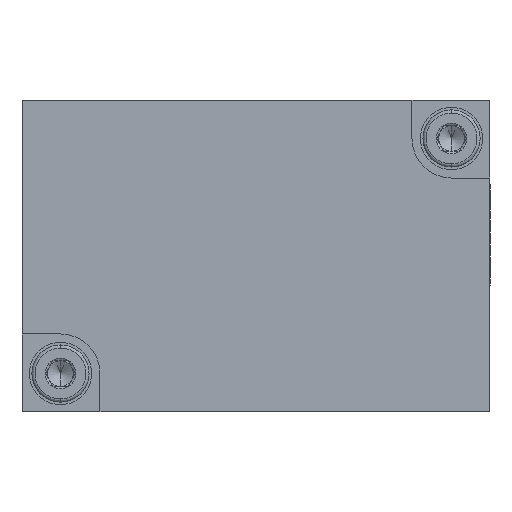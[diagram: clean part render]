
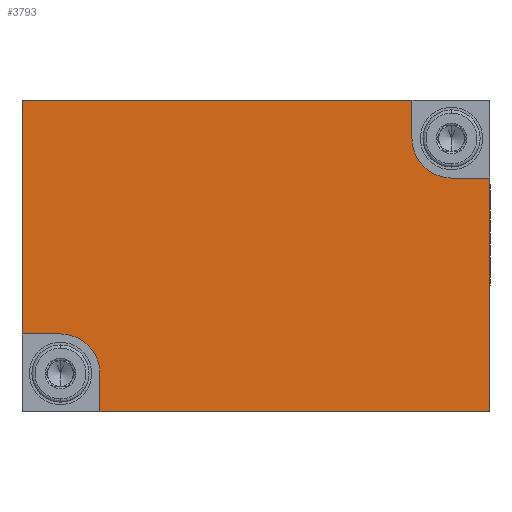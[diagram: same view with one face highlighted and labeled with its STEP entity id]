
A CAD part, front view. The second image highlights one B-rep face of the part: STEP entity #3793.
In plain terms, the highlighted planar face has unit normal (0, -1, 0).
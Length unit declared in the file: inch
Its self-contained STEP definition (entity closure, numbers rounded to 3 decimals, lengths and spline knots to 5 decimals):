
#421 = VECTOR ( 'NONE', #6902, 39.37008 ) ;
#451 = LINE ( 'NONE', #1493, #5300 ) ;
#547 = CARTESIAN_POINT ( 'NONE',  ( -0.88583, 0., 1.1811 ) ) ;
#652 = AXIS2_PLACEMENT_3D ( 'NONE', #6952, #4178, #4817 ) ;
#841 = ORIENTED_EDGE ( 'NONE', *, *, #2346, .T. ) ;
#898 = EDGE_CURVE ( 'NONE', #1267, #3121, #6170, .T. ) ;
#991 = CIRCLE ( 'NONE', #652, 0.14961 ) ;
#1025 = CARTESIAN_POINT ( 'NONE',  ( 0.88583, 0., 0. ) ) ;
#1121 = ORIENTED_EDGE ( 'NONE', *, *, #3001, .F. ) ;
#1170 = CARTESIAN_POINT ( 'NONE',  ( -0.88583, 0., 0.29528 ) ) ;
#1267 = VERTEX_POINT ( 'NONE', #5402 ) ;
#1430 = VERTEX_POINT ( 'NONE', #1170 ) ;
#1493 = CARTESIAN_POINT ( 'NONE',  ( 0.59055, 0., 0. ) ) ;
#1532 = LINE ( 'NONE', #2008, #2139 ) ;
#1564 = CARTESIAN_POINT ( 'NONE',  ( 0.88583, 0., 0.88583 ) ) ;
#1746 = EDGE_CURVE ( 'NONE', #2882, #3728, #5285, .T. ) ;
#1761 = ORIENTED_EDGE ( 'NONE', *, *, #6569, .T. ) ;
#2008 = CARTESIAN_POINT ( 'NONE',  ( 0.88583, 0., 1.1811 ) ) ;
#2139 = VECTOR ( 'NONE', #4693, 39.37008 ) ;
#2346 = EDGE_CURVE ( 'NONE', #4520, #3443, #1532, .T. ) ;
#2589 = LINE ( 'NONE', #5282, #3388 ) ;
#2794 = AXIS2_PLACEMENT_3D ( 'NONE', #4315, #6567, #5907 ) ;
#2882 = VERTEX_POINT ( 'NONE', #5469 ) ;
#3001 = EDGE_CURVE ( 'NONE', #3728, #3219, #991, .T. ) ;
#3112 = ORIENTED_EDGE ( 'NONE', *, *, #3538, .F. ) ;
#3121 = VERTEX_POINT ( 'NONE', #4065 ) ;
#3140 = VECTOR ( 'NONE', #4826, 39.37008 ) ;
#3161 = FACE_OUTER_BOUND ( 'NONE', #4512, .T. ) ;
#3163 = CARTESIAN_POINT ( 'NONE',  ( -0.59055, 0., 0. ) ) ;
#3219 = VERTEX_POINT ( 'NONE', #4807 ) ;
#3388 = VECTOR ( 'NONE', #6259, 39.37008 ) ;
#3443 = VERTEX_POINT ( 'NONE', #1564 ) ;
#3538 = EDGE_CURVE ( 'NONE', #6642, #1267, #451, .T. ) ;
#3666 = CARTESIAN_POINT ( 'NONE',  ( 0.88583, 0., 0. ) ) ;
#3697 = CARTESIAN_POINT ( 'NONE',  ( -0.88583, 0., 1.1811 ) ) ;
#3718 = VERTEX_POINT ( 'NONE', #3697 ) ;
#3728 = VERTEX_POINT ( 'NONE', #6788 ) ;
#3732 = DIRECTION ( 'NONE',  ( 0., 0., -1. ) ) ;
#3734 = EDGE_CURVE ( 'NONE', #3718, #1430, #2589, .T. ) ;
#3793 = ADVANCED_FACE ( 'NONE', ( #3161 ), #5323, .F. ) ;
#3824 = LINE ( 'NONE', #547, #5548 ) ;
#4065 = CARTESIAN_POINT ( 'NONE',  ( 0.74016, 0., 0.88583 ) ) ;
#4101 = LINE ( 'NONE', #5832, #6435 ) ;
#4152 = LINE ( 'NONE', #4762, #421 ) ;
#4178 = DIRECTION ( 'NONE',  ( 0., -1., 0. ) ) ;
#4277 = DIRECTION ( 'NONE',  ( 1., 0., 0. ) ) ;
#4315 = CARTESIAN_POINT ( 'NONE',  ( 0.74016, 0., 1.03543 ) ) ;
#4475 = EDGE_CURVE ( 'NONE', #3121, #3443, #4152, .T. ) ;
#4490 = ORIENTED_EDGE ( 'NONE', *, *, #1746, .F. ) ;
#4512 = EDGE_LOOP ( 'NONE', ( #5648, #3112, #6876, #5033, #6423, #1121, #4490, #1761, #841, #5798 ) ) ;
#4520 = VERTEX_POINT ( 'NONE', #1025 ) ;
#4693 = DIRECTION ( 'NONE',  ( 0., 0., 1. ) ) ;
#4727 = AXIS2_PLACEMENT_3D ( 'NONE', #3666, #6296, #3732 ) ;
#4762 = CARTESIAN_POINT ( 'NONE',  ( 0.88583, 0., 0.88583 ) ) ;
#4807 = CARTESIAN_POINT ( 'NONE',  ( -0.74016, 0., 0.29528 ) ) ;
#4817 = DIRECTION ( 'NONE',  ( 0., 0., 1. ) ) ;
#4826 = DIRECTION ( 'NONE',  ( 0., 0., 1. ) ) ;
#4924 = CARTESIAN_POINT ( 'NONE',  ( 0.88583, 0., 0. ) ) ;
#5033 = ORIENTED_EDGE ( 'NONE', *, *, #3734, .T. ) ;
#5240 = DIRECTION ( 'NONE',  ( -1., 0., 0. ) ) ;
#5256 = EDGE_CURVE ( 'NONE', #3219, #1430, #4101, .T. ) ;
#5282 = CARTESIAN_POINT ( 'NONE',  ( -0.88583, 0., 0. ) ) ;
#5285 = LINE ( 'NONE', #3163, #3140 ) ;
#5300 = VECTOR ( 'NONE', #5744, 39.37008 ) ;
#5316 = LINE ( 'NONE', #4924, #6891 ) ;
#5323 = PLANE ( 'NONE',  #4727 ) ;
#5383 = EDGE_CURVE ( 'NONE', #6642, #3718, #3824, .T. ) ;
#5402 = CARTESIAN_POINT ( 'NONE',  ( 0.59055, 0., 1.03543 ) ) ;
#5469 = CARTESIAN_POINT ( 'NONE',  ( -0.59055, 0., 0. ) ) ;
#5548 = VECTOR ( 'NONE', #6463, 39.37008 ) ;
#5648 = ORIENTED_EDGE ( 'NONE', *, *, #898, .F. ) ;
#5744 = DIRECTION ( 'NONE',  ( 0., 0., -1. ) ) ;
#5798 = ORIENTED_EDGE ( 'NONE', *, *, #4475, .F. ) ;
#5832 = CARTESIAN_POINT ( 'NONE',  ( -0.88583, 0., 0.29528 ) ) ;
#5907 = DIRECTION ( 'NONE',  ( 0., 0., 1. ) ) ;
#5940 = CARTESIAN_POINT ( 'NONE',  ( 0.59055, 0., 1.1811 ) ) ;
#6170 = CIRCLE ( 'NONE', #2794, 0.14961 ) ;
#6259 = DIRECTION ( 'NONE',  ( 0., 0., -1. ) ) ;
#6296 = DIRECTION ( 'NONE',  ( 0., 1., 0. ) ) ;
#6423 = ORIENTED_EDGE ( 'NONE', *, *, #5256, .F. ) ;
#6435 = VECTOR ( 'NONE', #5240, 39.37008 ) ;
#6463 = DIRECTION ( 'NONE',  ( -1., 0., 0. ) ) ;
#6567 = DIRECTION ( 'NONE',  ( 0., -1., 0. ) ) ;
#6569 = EDGE_CURVE ( 'NONE', #2882, #4520, #5316, .T. ) ;
#6642 = VERTEX_POINT ( 'NONE', #5940 ) ;
#6788 = CARTESIAN_POINT ( 'NONE',  ( -0.59055, 0., 0.14567 ) ) ;
#6876 = ORIENTED_EDGE ( 'NONE', *, *, #5383, .T. ) ;
#6891 = VECTOR ( 'NONE', #4277, 39.37008 ) ;
#6902 = DIRECTION ( 'NONE',  ( 1., 0., 0. ) ) ;
#6952 = CARTESIAN_POINT ( 'NONE',  ( -0.74016, 0., 0.14567 ) ) ;
